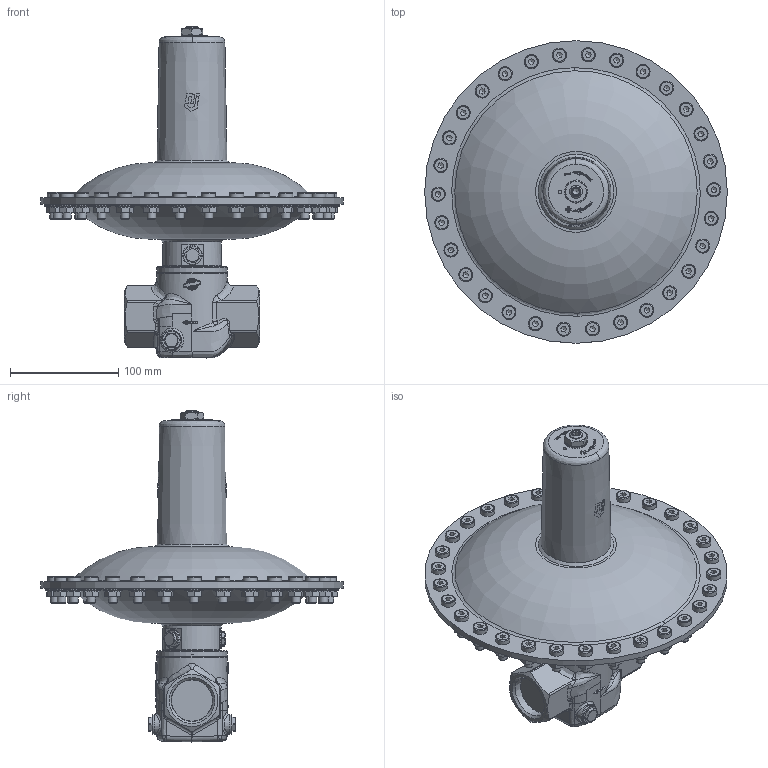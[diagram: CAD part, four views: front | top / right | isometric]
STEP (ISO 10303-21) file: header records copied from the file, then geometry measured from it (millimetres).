
FILE_DESCRIPTION(('HOOPS Exchange Step'),'2;1');
FILE_NAME('UV17_UV18_NPT_DN32.stp','2026-02-26T15:22:16+01:00',('Nutzer'),('Unknown organisation'),'HOOPS Exchange 2024.2','HOOPS Exchange','Unknown authorisation');
FILE_SCHEMA( ('AP203_CONFIGURATION_CONTROLLED_3D_DESIGN_OF_MECHANICAL_PARTS_AND_ASSEMBLIES_MIM_LF') );
Length unit declared in the file: millimetre
Products named in the file (2): 0; root
Assembly tree (1 placements, depth 2):
  root
    0
Bounding box: 280 x 280 x 307.15 mm (x, y, z)
Volume: 2988260.9 mm3; surface area: 249395.2 mm2
Topology: 100 solids, 100 shells, 2363 faces, 6382 edges, 4189 vertices
Faces by surface type: plane 846, bspline 729, cylinder 397, cone 373, sphere 16, torus 2
Full cylindrical faces by diameter (mm): 3 x1, 3.2 x2, 8 x90, 9 x90, 11.445 x2, 11.46 x2, 12 x1, 13 x30, 15.7 x1, 16.376 x1, 18 x4, 20 x1, 47 x1, 47.1 x1, 48.5 x1, 50 x1, 50.6 x1, 54 x2, 54.21 x2, 54.5 x1, 56.5 x2, 58.5 x1, 60 x1, 65 x2, 280 x1
Entity records: 123391 total; most frequent: CARTESIAN_POINT 72175, ORIENTED_EDGE 12384, DIRECTION 7808, EDGE_CURVE 6192, VERTEX_POINT 4189, AXIS2_PLACEMENT_3D 3349, B_SPLINE_CURVE_WITH_KNOTS 3298, EDGE_LOOP 2661
